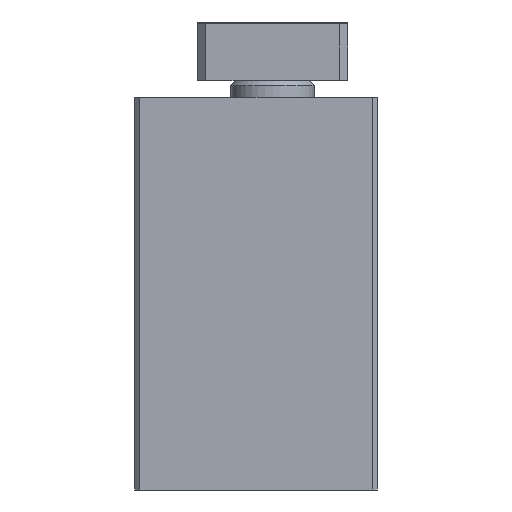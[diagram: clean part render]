
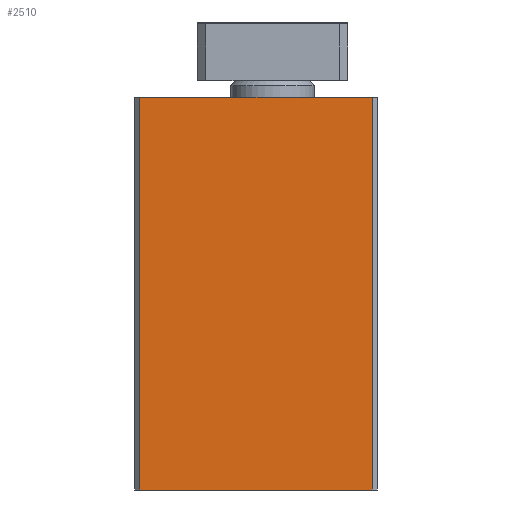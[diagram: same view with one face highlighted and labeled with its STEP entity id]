
A CAD part, left-side view. The second image highlights one B-rep face of the part: STEP entity #2510.
In plain terms, the highlighted face is planar.
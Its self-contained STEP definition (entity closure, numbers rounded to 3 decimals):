
#59=PLANE('',#2714);
#137=LINE('',#4071,#295);
#138=LINE('',#4074,#296);
#139=LINE('',#4076,#297);
#140=LINE('',#4078,#298);
#295=VECTOR('',#3106,1000.);
#296=VECTOR('',#3107,1000.);
#297=VECTOR('',#3108,1000.);
#298=VECTOR('',#3109,1000.);
#487=ORIENTED_EDGE('',*,*,#1171,.F.);
#488=ORIENTED_EDGE('',*,*,#1172,.F.);
#489=ORIENTED_EDGE('',*,*,#1173,.T.);
#490=ORIENTED_EDGE('',*,*,#1174,.T.);
#1171=EDGE_CURVE('',#1515,#1516,#137,.T.);
#1172=EDGE_CURVE('',#1517,#1515,#138,.T.);
#1173=EDGE_CURVE('',#1517,#1518,#139,.T.);
#1174=EDGE_CURVE('',#1518,#1516,#140,.T.);
#1515=VERTEX_POINT('',#4072);
#1516=VERTEX_POINT('',#4073);
#1517=VERTEX_POINT('',#4075);
#1518=VERTEX_POINT('',#4077);
#1944=EDGE_LOOP('',(#487,#488,#489,#490));
#2194=FACE_BOUND('',#1944,.T.);
#2510=ADVANCED_FACE('',(#2194),#59,.T.);
#2714=AXIS2_PLACEMENT_3D('',#4070,#3104,#3105);
#3104=DIRECTION('',(0.,0.,1.));
#3105=DIRECTION('',(1.,0.,0.));
#3106=DIRECTION('',(0.,-1.,0.));
#3107=DIRECTION('',(1.,0.,0.));
#3108=DIRECTION('',(0.,-1.,0.));
#3109=DIRECTION('',(1.,0.,0.));
#4070=CARTESIAN_POINT('',(-23.5,8.25,14.5));
#4071=CARTESIAN_POINT('',(0.,8.25,14.5));
#4072=CARTESIAN_POINT('',(0.,7.95,14.5));
#4073=CARTESIAN_POINT('',(0.,-5.95,14.5));
#4074=CARTESIAN_POINT('',(-23.5,7.95,14.5));
#4075=CARTESIAN_POINT('',(-23.5,7.95,14.5));
#4076=CARTESIAN_POINT('',(-23.5,8.25,14.5));
#4077=CARTESIAN_POINT('',(-23.5,-5.95,14.5));
#4078=CARTESIAN_POINT('',(-23.5,-5.95,14.5));
